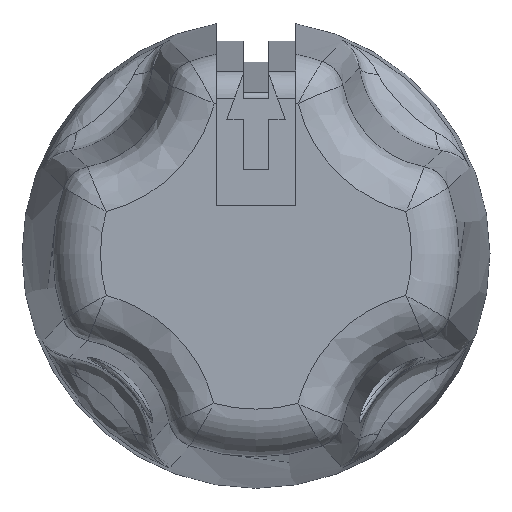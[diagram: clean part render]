
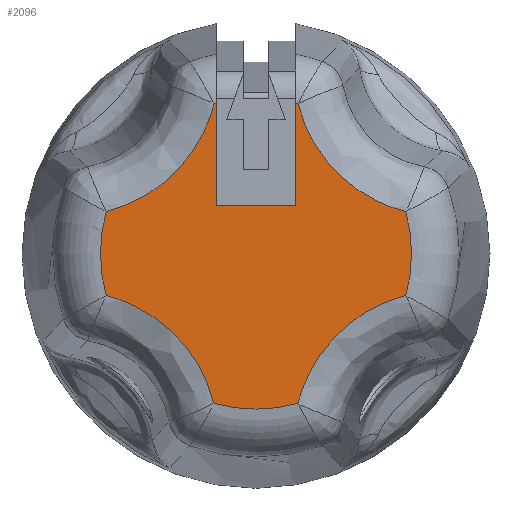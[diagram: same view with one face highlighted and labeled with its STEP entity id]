
A CAD part, top view. The second image highlights one B-rep face of the part: STEP entity #2096.
In plain terms, the highlighted planar face has unit normal (0, 0, 1).
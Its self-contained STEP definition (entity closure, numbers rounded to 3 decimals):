
#28=ELLIPSE('',#2256,7.165,7.139);
#29=ELLIPSE('',#2259,7.165,7.139);
#30=ELLIPSE('',#2262,7.165,7.139);
#32=ELLIPSE('',#2264,7.165,7.139);
#65=PLANE('',#2266);
#218=FACE_OUTER_BOUND('',#352,.T.);
#352=EDGE_LOOP('',(#1854,#1855,#1856,#1857,#1858,#1859,#1860,#1861,#1862,
#1863,#1864,#1865));
#396=CIRCLE('',#2221,7.428);
#399=CIRCLE('',#2225,7.428);
#424=CIRCLE('',#2255,7.428);
#425=CIRCLE('',#2258,7.428);
#426=CIRCLE('',#2261,7.428);
#677=LINE('',#6001,#762);
#684=LINE('',#6032,#769);
#685=LINE('',#6034,#770);
#762=VECTOR('',#2520,10.);
#769=VECTOR('',#2531,10.);
#770=VECTOR('',#2534,10.);
#902=VERTEX_POINT('',#5988);
#904=VERTEX_POINT('',#6000);
#908=VERTEX_POINT('',#6014);
#910=VERTEX_POINT('',#6030);
#911=VERTEX_POINT('',#6036);
#914=VERTEX_POINT('',#6051);
#951=VERTEX_POINT('',#6293);
#958=VERTEX_POINT('',#6530);
#960=VERTEX_POINT('',#6624);
#962=VERTEX_POINT('',#6712);
#964=VERTEX_POINT('',#6806);
#966=VERTEX_POINT('',#6894);
#1166=EDGE_CURVE('',#904,#902,#677,.T.);
#1176=EDGE_CURVE('',#908,#910,#684,.T.);
#1177=EDGE_CURVE('',#910,#904,#685,.T.);
#1178=EDGE_CURVE('',#908,#911,#396,.T.);
#1183=EDGE_CURVE('',#914,#902,#399,.T.);
#1260=EDGE_CURVE('',#966,#951,#424,.T.);
#1261=EDGE_CURVE('',#964,#966,#28,.T.);
#1262=EDGE_CURVE('',#962,#964,#425,.T.);
#1263=EDGE_CURVE('',#960,#962,#29,.T.);
#1264=EDGE_CURVE('',#958,#960,#426,.T.);
#1265=EDGE_CURVE('',#911,#958,#30,.T.);
#1267=EDGE_CURVE('',#951,#914,#32,.T.);
#1854=ORIENTED_EDGE('',*,*,#1166,.T.);
#1855=ORIENTED_EDGE('',*,*,#1183,.F.);
#1856=ORIENTED_EDGE('',*,*,#1267,.F.);
#1857=ORIENTED_EDGE('',*,*,#1260,.F.);
#1858=ORIENTED_EDGE('',*,*,#1261,.F.);
#1859=ORIENTED_EDGE('',*,*,#1262,.F.);
#1860=ORIENTED_EDGE('',*,*,#1263,.F.);
#1861=ORIENTED_EDGE('',*,*,#1264,.F.);
#1862=ORIENTED_EDGE('',*,*,#1265,.F.);
#1863=ORIENTED_EDGE('',*,*,#1178,.F.);
#1864=ORIENTED_EDGE('',*,*,#1176,.T.);
#1865=ORIENTED_EDGE('',*,*,#1177,.T.);
#2096=ADVANCED_FACE('',(#218),#65,.T.);
#2221=AXIS2_PLACEMENT_3D('',#6037,#2537,#2538);
#2225=AXIS2_PLACEMENT_3D('',#6060,#2545,#2546);
#2255=AXIS2_PLACEMENT_3D('',#6912,#2607,#2608);
#2256=AXIS2_PLACEMENT_3D('',#6938,#2609,#2610);
#2258=AXIS2_PLACEMENT_3D('',#6940,#2613,#2614);
#2259=AXIS2_PLACEMENT_3D('',#6966,#2615,#2616);
#2261=AXIS2_PLACEMENT_3D('',#6968,#2619,#2620);
#2262=AXIS2_PLACEMENT_3D('',#6994,#2621,#2622);
#2264=AXIS2_PLACEMENT_3D('',#7021,#2625,#2626);
#2266=AXIS2_PLACEMENT_3D('',#7135,#2629,#2630);
#2520=DIRECTION('',(0.,1.,0.));
#2531=DIRECTION('',(0.,-1.,0.));
#2534=DIRECTION('',(-1.,0.,0.));
#2537=DIRECTION('center_axis',(0.,0.,-1.));
#2538=DIRECTION('ref_axis',(0.,1.,0.));
#2545=DIRECTION('center_axis',(0.,0.,-1.));
#2546=DIRECTION('ref_axis',(0.,1.,0.));
#2607=DIRECTION('center_axis',(0.,0.,-1.));
#2608=DIRECTION('ref_axis',(-1.,0.,0.));
#2609=DIRECTION('center_axis',(0.,0.,1.));
#2610=DIRECTION('ref_axis',(0.707,0.707,0.));
#2613=DIRECTION('center_axis',(0.,0.,-1.));
#2614=DIRECTION('ref_axis',(0.,-1.,0.));
#2615=DIRECTION('center_axis',(0.,0.,1.));
#2616=DIRECTION('ref_axis',(-0.707,0.707,0.));
#2619=DIRECTION('center_axis',(0.,0.,-1.));
#2620=DIRECTION('ref_axis',(1.,0.,0.));
#2621=DIRECTION('center_axis',(0.,0.,1.));
#2622=DIRECTION('ref_axis',(-0.707,-0.707,0.));
#2625=DIRECTION('center_axis',(0.,0.,1.));
#2626=DIRECTION('ref_axis',(0.707,-0.707,0.));
#2629=DIRECTION('center_axis',(0.,0.,1.));
#2630=DIRECTION('ref_axis',(1.,0.,0.));
#5988=CARTESIAN_POINT('',(-1.9,7.181,19.05));
#6000=CARTESIAN_POINT('',(-1.9,2.3,19.05));
#6001=CARTESIAN_POINT('',(-1.9,5.588,19.05));
#6014=CARTESIAN_POINT('',(1.9,7.181,19.05));
#6030=CARTESIAN_POINT('',(1.9,2.3,19.05));
#6032=CARTESIAN_POINT('',(1.9,5.09,19.05));
#6034=CARTESIAN_POINT('',(0.,2.3,19.05));
#6036=CARTESIAN_POINT('',(2.005,7.153,19.05));
#6037=CARTESIAN_POINT('Origin',(0.,0.,19.05));
#6051=CARTESIAN_POINT('',(-2.005,7.153,19.05));
#6060=CARTESIAN_POINT('Origin',(0.,0.,19.05));
#6293=CARTESIAN_POINT('',(-7.153,2.005,19.05));
#6530=CARTESIAN_POINT('',(7.153,2.005,19.05));
#6624=CARTESIAN_POINT('',(7.153,-2.005,19.05));
#6712=CARTESIAN_POINT('',(2.005,-7.153,19.05));
#6806=CARTESIAN_POINT('',(-2.005,-7.153,19.05));
#6894=CARTESIAN_POINT('',(-7.153,-2.005,19.05));
#6912=CARTESIAN_POINT('Origin',(0.,0.,19.05));
#6938=CARTESIAN_POINT('Origin',(-8.938,-8.938,19.05));
#6940=CARTESIAN_POINT('Origin',(0.,0.,19.05));
#6966=CARTESIAN_POINT('Origin',(8.938,-8.938,19.05));
#6968=CARTESIAN_POINT('Origin',(0.,0.,19.05));
#6994=CARTESIAN_POINT('Origin',(8.938,8.938,19.05));
#7021=CARTESIAN_POINT('Origin',(-8.938,8.938,19.05));
#7135=CARTESIAN_POINT('Origin',(0.,0.,19.05));
